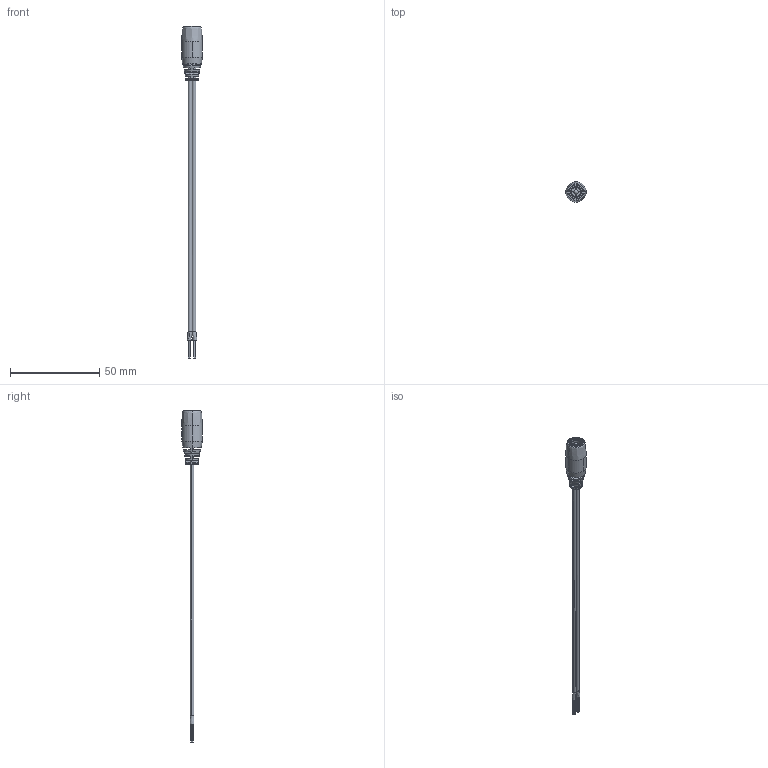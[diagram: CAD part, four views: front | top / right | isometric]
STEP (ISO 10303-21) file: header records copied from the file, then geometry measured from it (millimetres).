
FILE_DESCRIPTION (( 'STEP AP214' ), '1' );
FILE_NAME ('10-01090.STEP', '2015-10-16T22:10:04', ( 'Joel' ), ( 'Microsoft' ), 'SwSTEP 2.0', 'SolidWorks 2015', '' );
FILE_SCHEMA (( 'AUTOMOTIVE_DESIGN' ));
Length unit declared in the file: millimetre
Products named in the file (8): 50-00027; 50-00027 contact; 50-00027 pin; 50-00027 insulator; 50-00027 shell; 24-00004; 30-00007_stripped and tinned; 10-01090
Assembly tree (7 placements, depth 3):
  10-01090
    30-00007_stripped and tinned
    24-00004
    50-00027
      50-00027 shell
      50-00027 insulator
      50-00027 pin
      50-00027 contact
Bounding box: 11.4 x 11.4 x 186.06 mm (x, y, z)
Volume: 3505.4 mm3; surface area: 18665.5 mm2
Topology: 181 solids, 181 shells, 1316 faces, 2515 edges, 1646 vertices
Faces by surface type: cylinder 593, plane 559, bspline 110, torus 37, cone 17
Entity records: 43403 total; most frequent: CARTESIAN_POINT 10289, DIRECTION 5896, ORIENTED_EDGE 5026, AXIS2_PLACEMENT_3D 2551, EDGE_CURVE 2513, VERTEX_POINT 1646, EDGE_LOOP 1431, CIRCLE 1334
